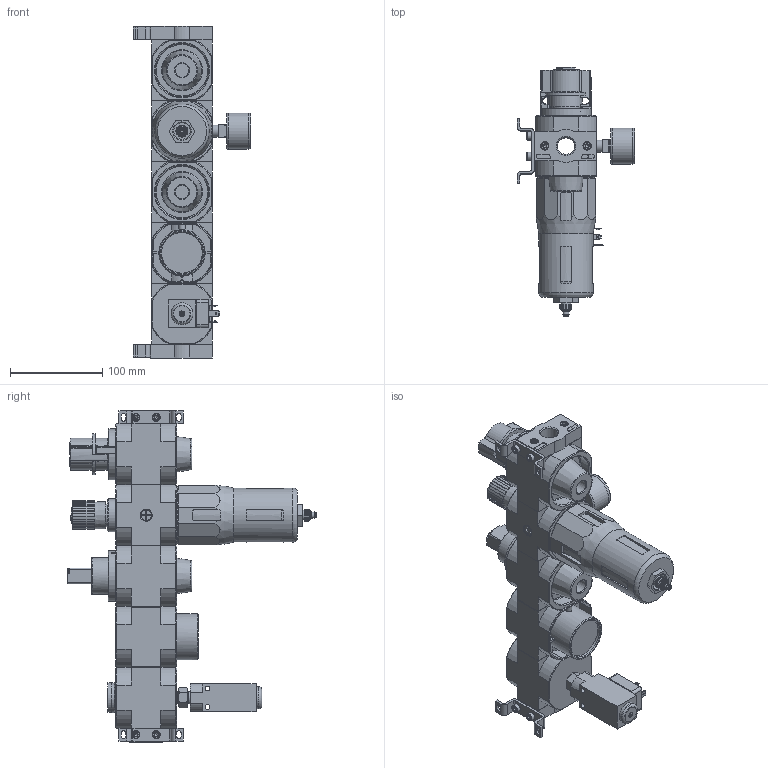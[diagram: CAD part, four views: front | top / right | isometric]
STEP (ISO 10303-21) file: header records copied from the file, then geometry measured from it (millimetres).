
FILE_DESCRIPTION(/* description */ ('STEP AP214'),/* implementation_level */ '2;1');
FILE_NAME(/* name */ '186051_LFR-1_2-D-MAXI-KG',/* time_stamp */ '2024-09-03T18:22:42+02:00',/* author */ ('License CC BY-ND 4.0'),/* organization */ ('CADENAS'),/* preprocessor_version */ 'ST-DEVELOPER v19.3',/* originating_system */ 'PARTsolutions',/* authorisation */ ' ');
FILE_SCHEMA (('AUTOMOTIVE_DESIGN {1 0 10303 214 3 1 1}'));
Products named in the file (20): 186051 LFR-1/2-D-MAXI-KG; 680243 PBL-1/2-D-MAXI-L---(1) p1; DIN-912 - M5x20(F); 159593 HFOE-D-MIDI/MAXI-P1; DIN-912 - M5x10(F); 680244 PBL-1/2-D-MAXI-R---(0) p1; 360722 HE-MAXI; 234370 FRB-D-MAXI; 124085 LFR-D-MAXI--(0); 8003639 PAGN-40-16-G14; 125696 LR/LFR-D-MAXI; 648415 LF; 746238 HEE-D-MAXI-24; 364665 MSEB-3-24V-D; 360728 HEL-MAXI; 724701 FRM-...-D-MAXI; 151521 ESK-1/4-1/4; 175250 PEV-1/4-B-OD; DIN-908 G3/4A; 531775 OK-3/4
Assembly tree (33 placements, depth 2):
  186051 LFR-1/2-D-MAXI-KG
    680243 PBL-1/2-D-MAXI-L---(1) p1
    DIN-912 - M5x20(F)  x4
    159593 HFOE-D-MIDI/MAXI-P1  x2
    DIN-912 - M5x10(F)  x4
    680244 PBL-1/2-D-MAXI-R---(0) p1
    360722 HE-MAXI
    234370 FRB-D-MAXI  x8
    124085 LFR-D-MAXI--(0)
    8003639 PAGN-40-16-G14
    125696 LR/LFR-D-MAXI
    648415 LF
    746238 HEE-D-MAXI-24
    364665 MSEB-3-24V-D
    360728 HEL-MAXI
    724701 FRM-...-D-MAXI
    151521 ESK-1/4-1/4
    175250 PEV-1/4-B-OD
    DIN-908 G3/4A
    531775 OK-3/4
Bounding box: 127.95 x 270.5 x 360 mm (x, y, z)
Volume: 1915172.8 mm3; surface area: 315659.7 mm2
Topology: 33 solids, 34 shells, 2330 faces, 5674 edges, 3575 vertices
Faces by surface type: plane 1318, cylinder 570, cone 344, torus 76, sphere 22
Full cylindrical faces by diameter (mm): 1.65 x4, 2 x1, 2.013 x1, 2.459 x1, 2.5 x1, 3 x1, 3.7 x8, 3.8 x2, 4 x2, 4.134 x16, 4.2 x1, 5 x18, 5.3 x6, 5.4 x1, 5.5 x2, 5.6 x4, 6 x7, 6.4 x1, 6.8 x1, 6.93 x1, 7 x9, 7.1 x1, 8 x8, 8.2 x4, 8.4 x4, 8.5 x8, 8.7 x1, 9 x2, 9.5 x1, 11 x1
Entity records: 70909 total; most frequent: CARTESIAN_POINT 11325, DIRECTION 10119, ORIENTED_EDGE 9338, EDGE_CURVE 4669, AXIS2_PLACEMENT_3D 3765, VERTEX_POINT 3192, FACE_BOUND 2641, EDGE_LOOP 2627
